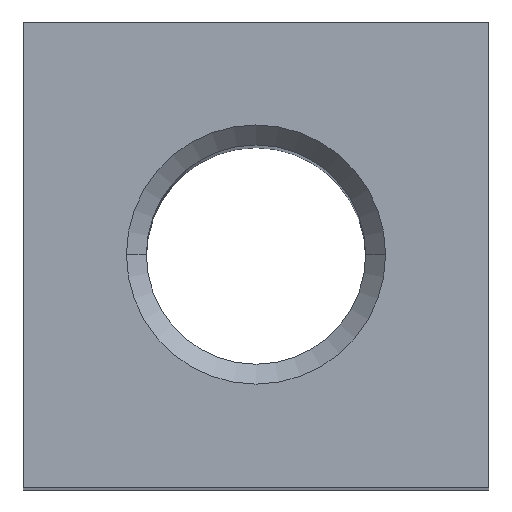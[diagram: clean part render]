
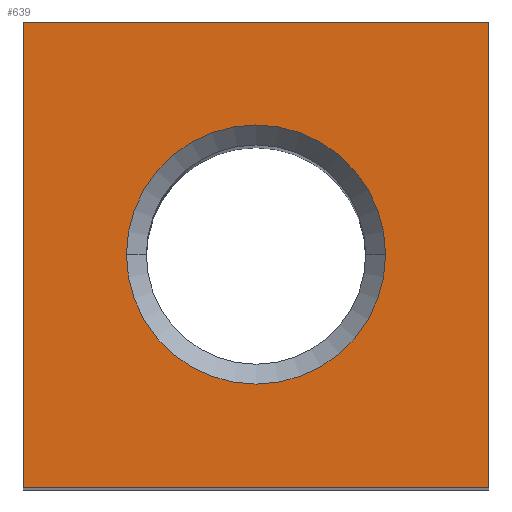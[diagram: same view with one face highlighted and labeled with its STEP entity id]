
A CAD part, top view. The second image highlights one B-rep face of the part: STEP entity #639.
In plain terms, the highlighted planar face has unit normal (0, 0, 1).
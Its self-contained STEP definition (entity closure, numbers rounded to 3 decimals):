
#92 = CARTESIAN_POINT ( 'NONE',  ( -3.5, -3.5, 25. ) ) ;
#97 = FACE_OUTER_BOUND ( 'NONE', #1789, .T. ) ;
#100 = FACE_BOUND ( 'NONE', #1781, .T. ) ;
#101 = PLANE ( 'NONE',  #335 ) ;
#103 = DIRECTION ( 'NONE',  ( 0., 0., 1. ) ) ;
#104 = DIRECTION ( 'NONE',  ( 1., 0., 0. ) ) ;
#299 = VECTOR ( 'NONE', #746, 1000. ) ;
#301 = VECTOR ( 'NONE', #751, 1000. ) ;
#302 = VECTOR ( 'NONE', #754, 1000. ) ;
#303 = CIRCLE ( 'NONE', #305, 1.95 ) ;
#305 = AXIS2_PLACEMENT_3D ( 'NONE', #756, #757, #758 ) ;
#335 = AXIS2_PLACEMENT_3D ( 'NONE', #92, #103, #104 ) ;
#418 = CIRCLE ( 'NONE', #420, 1.95 ) ;
#420 = AXIS2_PLACEMENT_3D ( 'NONE', #859, #857, #856 ) ;
#555 = EDGE_CURVE ( 'NONE', #1868, #1880, #418, .T. ) ;
#595 = EDGE_CURVE ( 'NONE', #2189, #2187, #743, .T. ) ;
#597 = EDGE_CURVE ( 'NONE', #2187, #2214, #749, .T. ) ;
#598 = EDGE_CURVE ( 'NONE', #2214, #2261, #752, .T. ) ;
#599 = EDGE_CURVE ( 'NONE', #1880, #1868, #303, .T. ) ;
#639 = ADVANCED_FACE ( 'NONE', ( #100, #97 ), #101, .T. ) ;
#743 = LINE ( 'NONE', #745, #299 ) ;
#745 = CARTESIAN_POINT ( 'NONE',  ( -3.5, -3.5, 25. ) ) ;
#746 = DIRECTION ( 'NONE',  ( 1., 0., 0. ) ) ;
#749 = LINE ( 'NONE', #750, #301 ) ;
#750 = CARTESIAN_POINT ( 'NONE',  ( 3.5, 3.5, 25. ) ) ;
#751 = DIRECTION ( 'NONE',  ( 0., 1., 0. ) ) ;
#752 = LINE ( 'NONE', #753, #302 ) ;
#753 = CARTESIAN_POINT ( 'NONE',  ( -3.5, 3.5, 25. ) ) ;
#754 = DIRECTION ( 'NONE',  ( -1., 0., 0. ) ) ;
#756 = CARTESIAN_POINT ( 'NONE',  ( 0., 0., 25. ) ) ;
#757 = DIRECTION ( 'NONE',  ( 0., 0., -1. ) ) ;
#758 = DIRECTION ( 'NONE',  ( 1., 0., 0. ) ) ;
#856 = DIRECTION ( 'NONE',  ( 1., 0., 0. ) ) ;
#857 = DIRECTION ( 'NONE',  ( 0., 0., -1. ) ) ;
#859 = CARTESIAN_POINT ( 'NONE',  ( 0., 0., 25. ) ) ;
#934 = VECTOR ( 'NONE', #1480, 1000. ) ;
#1237 = CARTESIAN_POINT ( 'NONE',  ( 1.95, 0., 25. ) ) ;
#1248 = CARTESIAN_POINT ( 'NONE',  ( -1.95, 0., 25. ) ) ;
#1265 = CARTESIAN_POINT ( 'NONE',  ( 3.5, -3.5, 25. ) ) ;
#1267 = CARTESIAN_POINT ( 'NONE',  ( -3.5, -3.5, 25. ) ) ;
#1292 = CARTESIAN_POINT ( 'NONE',  ( 3.5, 3.5, 25. ) ) ;
#1339 = CARTESIAN_POINT ( 'NONE',  ( -3.5, 3.5, 25. ) ) ;
#1477 = LINE ( 'NONE', #1479, #934 ) ;
#1479 = CARTESIAN_POINT ( 'NONE',  ( -3.5, 3.5, 25. ) ) ;
#1480 = DIRECTION ( 'NONE',  ( 0., -1., 0. ) ) ;
#1501 = EDGE_CURVE ( 'NONE', #2261, #2189, #1477, .T. ) ;
#1608 = ORIENTED_EDGE ( 'NONE', *, *, #555, .T. ) ;
#1653 = ORIENTED_EDGE ( 'NONE', *, *, #595, .T. ) ;
#1666 = ORIENTED_EDGE ( 'NONE', *, *, #1501, .T. ) ;
#1676 = ORIENTED_EDGE ( 'NONE', *, *, #598, .T. ) ;
#1698 = ORIENTED_EDGE ( 'NONE', *, *, #599, .T. ) ;
#1705 = ORIENTED_EDGE ( 'NONE', *, *, #597, .T. ) ;
#1781 = EDGE_LOOP ( 'NONE', ( #1608, #1698 ) ) ;
#1789 = EDGE_LOOP ( 'NONE', ( #1666, #1653, #1705, #1676 ) ) ;
#1868 = VERTEX_POINT ( 'NONE', #1237 ) ;
#1880 = VERTEX_POINT ( 'NONE', #1248 ) ;
#2187 = VERTEX_POINT ( 'NONE', #1265 ) ;
#2189 = VERTEX_POINT ( 'NONE', #1267 ) ;
#2214 = VERTEX_POINT ( 'NONE', #1292 ) ;
#2261 = VERTEX_POINT ( 'NONE', #1339 ) ;
